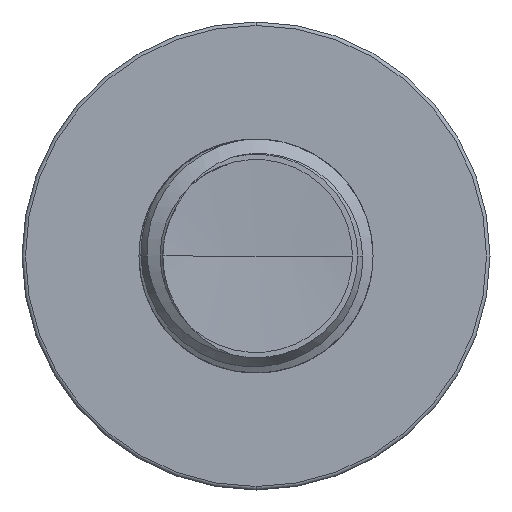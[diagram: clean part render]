
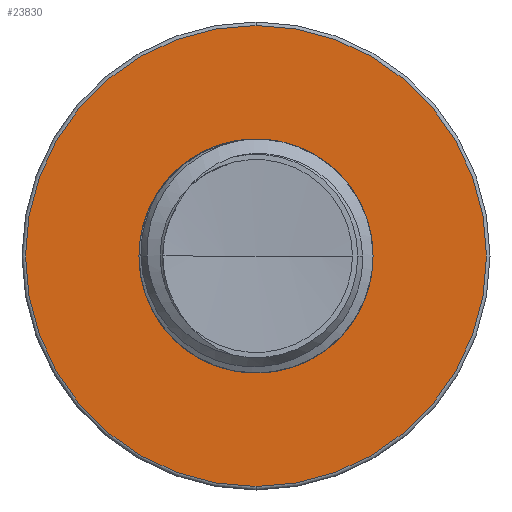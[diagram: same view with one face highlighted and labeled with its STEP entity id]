
A CAD part, front view. The second image highlights one B-rep face of the part: STEP entity #23830.
In plain terms, the highlighted planar face has unit normal (0, -1, 0).
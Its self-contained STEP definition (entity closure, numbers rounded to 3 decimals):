
#85 = EDGE_CURVE ( 'NONE', #7033, #2343, #19735, .T. ) ;
#2343 = VERTEX_POINT ( 'NONE', #16378 ) ;
#3935 = DIRECTION ( 'NONE',  ( 0., -1., 0. ) ) ;
#5034 = EDGE_CURVE ( 'NONE', #22599, #10517, #15718, .T. ) ;
#5042 = AXIS2_PLACEMENT_3D ( 'NONE', #20754, #7359, #22986 ) ;
#6571 = ORIENTED_EDGE ( 'NONE', *, *, #5034, .T. ) ;
#7033 = VERTEX_POINT ( 'NONE', #26652 ) ;
#7069 = AXIS2_PLACEMENT_3D ( 'NONE', #29151, #29145, #27985 ) ;
#7359 = DIRECTION ( 'NONE',  ( 0., -1., 0. ) ) ;
#10517 = VERTEX_POINT ( 'NONE', #18596 ) ;
#11790 = DIRECTION ( 'NONE',  ( 0., -1., 0. ) ) ;
#11959 = DIRECTION ( 'NONE',  ( 0., -1., 0. ) ) ;
#12921 = CARTESIAN_POINT ( 'NONE',  ( 0., 7.5, 2.923 ) ) ;
#14895 = ORIENTED_EDGE ( 'NONE', *, *, #85, .F. ) ;
#15718 = CIRCLE ( 'NONE', #21333, 5.91 ) ;
#16201 = EDGE_CURVE ( 'NONE', #10517, #22599, #22613, .T. ) ;
#16378 = CARTESIAN_POINT ( 'NONE',  ( 0., 7.5, -2.923 ) ) ;
#17428 = PLANE ( 'NONE',  #26649 ) ;
#18596 = CARTESIAN_POINT ( 'NONE',  ( 0., 7.5, -5.91 ) ) ;
#19549 = EDGE_CURVE ( 'NONE', #2343, #7033, #28495, .T. ) ;
#19673 = DIRECTION ( 'NONE',  ( 0., 0., -1. ) ) ;
#19735 = CIRCLE ( 'NONE', #7069, 2.923 ) ;
#19775 = FACE_OUTER_BOUND ( 'NONE', #26527, .T. ) ;
#20754 = CARTESIAN_POINT ( 'NONE',  ( 0., 7.5, 0. ) ) ;
#21333 = AXIS2_PLACEMENT_3D ( 'NONE', #25332, #11959, #27547 ) ;
#21426 = AXIS2_PLACEMENT_3D ( 'NONE', #25175, #11790, #27376 ) ;
#22599 = VERTEX_POINT ( 'NONE', #28657 ) ;
#22613 = CIRCLE ( 'NONE', #5042, 5.91 ) ;
#22978 = EDGE_LOOP ( 'NONE', ( #27479, #14895 ) ) ;
#22986 = DIRECTION ( 'NONE',  ( 0., 0., -1. ) ) ;
#23830 = ADVANCED_FACE ( 'NONE', ( #19775, #24984 ), #17428, .T. ) ;
#24984 = FACE_BOUND ( 'NONE', #22978, .T. ) ;
#25175 = CARTESIAN_POINT ( 'NONE',  ( 0., 7.5, 0. ) ) ;
#25332 = CARTESIAN_POINT ( 'NONE',  ( 0., 7.5, 0. ) ) ;
#26527 = EDGE_LOOP ( 'NONE', ( #28026, #6571 ) ) ;
#26649 = AXIS2_PLACEMENT_3D ( 'NONE', #12921, #3935, #19673 ) ;
#26652 = CARTESIAN_POINT ( 'NONE',  ( 0., 7.5, 2.923 ) ) ;
#27376 = DIRECTION ( 'NONE',  ( 0., 0., -1. ) ) ;
#27479 = ORIENTED_EDGE ( 'NONE', *, *, #19549, .F. ) ;
#27547 = DIRECTION ( 'NONE',  ( 0., 0., -1. ) ) ;
#27985 = DIRECTION ( 'NONE',  ( 0., 0., -1. ) ) ;
#28026 = ORIENTED_EDGE ( 'NONE', *, *, #16201, .T. ) ;
#28495 = CIRCLE ( 'NONE', #21426, 2.923 ) ;
#28657 = CARTESIAN_POINT ( 'NONE',  ( 0., 7.5, 5.91 ) ) ;
#29145 = DIRECTION ( 'NONE',  ( 0., -1., 0. ) ) ;
#29151 = CARTESIAN_POINT ( 'NONE',  ( 0., 7.5, 0. ) ) ;
